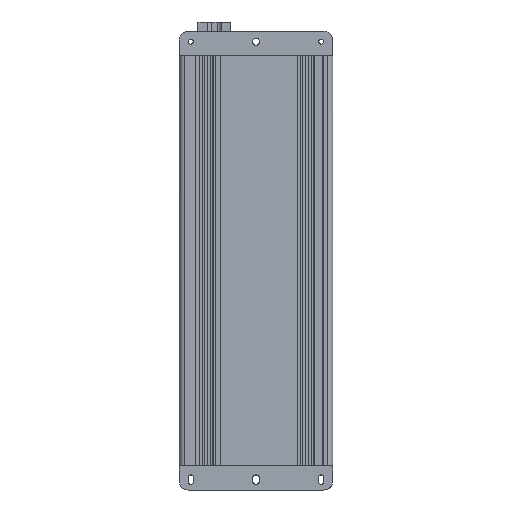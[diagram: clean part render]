
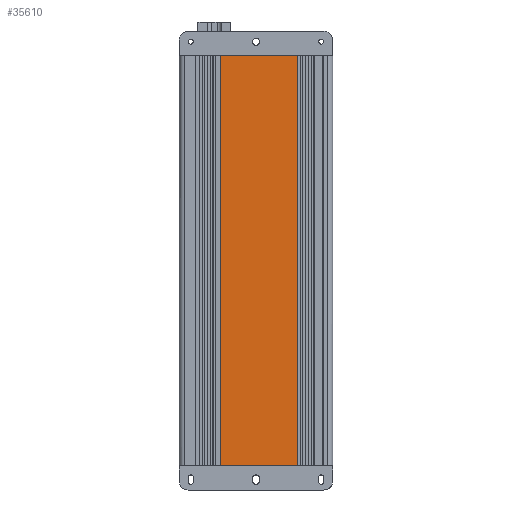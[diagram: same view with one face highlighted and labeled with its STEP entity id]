
A CAD part, front view. The second image highlights one B-rep face of the part: STEP entity #35610.
In plain terms, the highlighted free-form (B-spline) face has degree [1, 1] with [2, 2] control points.
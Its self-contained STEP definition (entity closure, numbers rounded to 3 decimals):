
#25988 = VERTEX_POINT('',#25989);
#25989 = CARTESIAN_POINT('',(13.353,-54.734,
    -33.514));
#25994 = EDGE_CURVE('',#25988,#25995,#25997,.T.);
#25995 = VERTEX_POINT('',#25996);
#25996 = CARTESIAN_POINT('',(83.353,-54.734,
    -33.514));
#25997 = B_SPLINE_CURVE_WITH_KNOTS('',1,(#25998,#25999),.UNSPECIFIED.,
  .F.,.F.,(2,2),(-5.12,1.88),
  .PIECEWISE_BEZIER_KNOTS.);
#25998 = CARTESIAN_POINT('',(13.353,-54.734,
    -33.514));
#25999 = CARTESIAN_POINT('',(83.353,-54.734,
    -33.514));
#35595 = VERTEX_POINT('',#35596);
#35596 = CARTESIAN_POINT('',(13.353,-54.734,
    -408.514));
#35601 = EDGE_CURVE('',#25988,#35595,#35602,.T.);
#35602 = B_SPLINE_CURVE_WITH_KNOTS('',1,(#35603,#35604),.UNSPECIFIED.,
  .F.,.F.,(2,2),(0.,37.5),.PIECEWISE_BEZIER_KNOTS.);
#35603 = CARTESIAN_POINT('',(13.353,-54.734,
    -33.514));
#35604 = CARTESIAN_POINT('',(13.353,-54.734,
    -408.514));
#35610 = ADVANCED_FACE('',(#35611),#35627,.T.);
#35611 = FACE_BOUND('',#35612,.T.);
#35612 = EDGE_LOOP('',(#35613,#35614,#35615,#35622));
#35613 = ORIENTED_EDGE('',*,*,#25994,.F.);
#35614 = ORIENTED_EDGE('',*,*,#35601,.T.);
#35615 = ORIENTED_EDGE('',*,*,#35616,.F.);
#35616 = EDGE_CURVE('',#35617,#35595,#35619,.T.);
#35617 = VERTEX_POINT('',#35618);
#35618 = CARTESIAN_POINT('',(83.353,-54.734,
    -408.514));
#35619 = B_SPLINE_CURVE_WITH_KNOTS('',1,(#35620,#35621),.UNSPECIFIED.,
  .F.,.F.,(2,2),(-1.88,5.12),
  .PIECEWISE_BEZIER_KNOTS.);
#35620 = CARTESIAN_POINT('',(83.353,-54.734,
    -408.514));
#35621 = CARTESIAN_POINT('',(13.353,-54.734,
    -408.514));
#35622 = ORIENTED_EDGE('',*,*,#35623,.F.);
#35623 = EDGE_CURVE('',#25995,#35617,#35624,.T.);
#35624 = B_SPLINE_CURVE_WITH_KNOTS('',1,(#35625,#35626),.UNSPECIFIED.,
  .F.,.F.,(2,2),(0.,37.5),.PIECEWISE_BEZIER_KNOTS.);
#35625 = CARTESIAN_POINT('',(83.353,-54.734,
    -33.514));
#35626 = CARTESIAN_POINT('',(83.353,-54.734,
    -408.514));
#35627 = B_SPLINE_SURFACE_WITH_KNOTS('',1,1,(
    (#35628,#35629)
    ,(#35630,#35631
    )),.UNSPECIFIED.,.F.,.F.,.F.,(2,2),(2,2),(-0.001,7.001),(-0.001,
    37.501),.PIECEWISE_BEZIER_KNOTS.);
#35628 = CARTESIAN_POINT('',(83.363,-54.734,
    -33.504));
#35629 = CARTESIAN_POINT('',(83.363,-54.734,
    -408.524));
#35630 = CARTESIAN_POINT('',(13.343,-54.734,
    -33.504));
#35631 = CARTESIAN_POINT('',(13.343,-54.734,
    -408.524));
